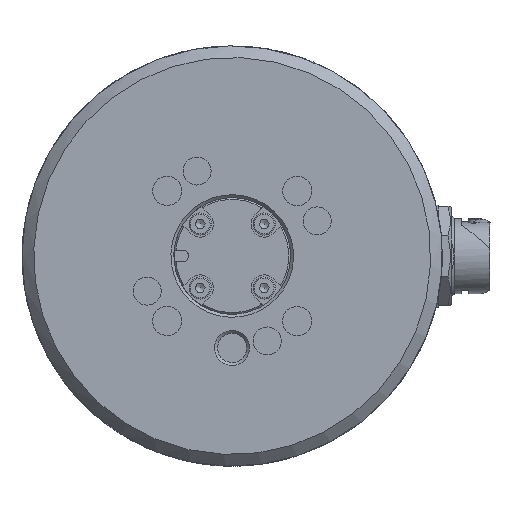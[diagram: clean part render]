
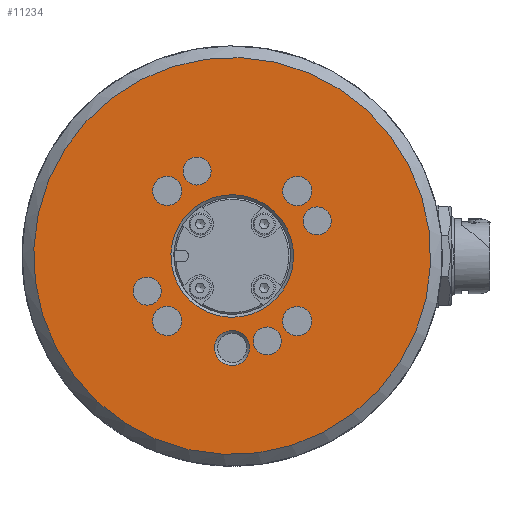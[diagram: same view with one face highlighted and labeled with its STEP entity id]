
A CAD part, front view. The second image highlights one B-rep face of the part: STEP entity #11234.
In plain terms, the highlighted face is planar.
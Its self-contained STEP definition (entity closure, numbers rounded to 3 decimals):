
#2687=PLANE('',#12356);
#2989=FACE_BOUND('',#4639,.T.);
#2990=FACE_BOUND('',#4640,.T.);
#2991=FACE_BOUND('',#4641,.T.);
#2992=FACE_BOUND('',#4642,.T.);
#2993=FACE_BOUND('',#4643,.T.);
#2994=FACE_BOUND('',#4644,.T.);
#2995=FACE_BOUND('',#4645,.T.);
#2996=FACE_BOUND('',#4646,.T.);
#2997=FACE_BOUND('',#4647,.T.);
#2998=FACE_BOUND('',#4648,.T.);
#3671=FACE_OUTER_BOUND('',#4638,.T.);
#4638=EDGE_LOOP('',(#10197));
#4639=EDGE_LOOP('',(#10198));
#4640=EDGE_LOOP('',(#10199));
#4641=EDGE_LOOP('',(#10200));
#4642=EDGE_LOOP('',(#10201));
#4643=EDGE_LOOP('',(#10202));
#4644=EDGE_LOOP('',(#10203));
#4645=EDGE_LOOP('',(#10204));
#4646=EDGE_LOOP('',(#10205));
#4647=EDGE_LOOP('',(#10206));
#4648=EDGE_LOOP('',(#10207));
#5118=CIRCLE('',#12357,34.);
#5119=CIRCLE('',#12358,2.4);
#5120=CIRCLE('',#12359,2.4);
#5121=CIRCLE('',#12360,2.4);
#5122=CIRCLE('',#12361,2.4);
#5123=CIRCLE('',#12362,10.5);
#5124=CIRCLE('',#12363,2.5);
#5125=CIRCLE('',#12364,2.5);
#5126=CIRCLE('',#12365,2.5);
#5127=CIRCLE('',#12366,2.5);
#5128=CIRCLE('',#12367,3.);
#6110=VERTEX_POINT('',#22953);
#6111=VERTEX_POINT('',#22955);
#6112=VERTEX_POINT('',#22957);
#6113=VERTEX_POINT('',#22959);
#6114=VERTEX_POINT('',#22961);
#6115=VERTEX_POINT('',#22963);
#6116=VERTEX_POINT('',#22965);
#6117=VERTEX_POINT('',#22967);
#6118=VERTEX_POINT('',#22969);
#6119=VERTEX_POINT('',#22971);
#6120=VERTEX_POINT('',#22973);
#7503=EDGE_CURVE('',#6110,#6110,#5118,.T.);
#7504=EDGE_CURVE('',#6111,#6111,#5119,.T.);
#7505=EDGE_CURVE('',#6112,#6112,#5120,.T.);
#7506=EDGE_CURVE('',#6113,#6113,#5121,.T.);
#7507=EDGE_CURVE('',#6114,#6114,#5122,.T.);
#7508=EDGE_CURVE('',#6115,#6115,#5123,.T.);
#7509=EDGE_CURVE('',#6116,#6116,#5124,.T.);
#7510=EDGE_CURVE('',#6117,#6117,#5125,.T.);
#7511=EDGE_CURVE('',#6118,#6118,#5126,.T.);
#7512=EDGE_CURVE('',#6119,#6119,#5127,.T.);
#7513=EDGE_CURVE('',#6120,#6120,#5128,.T.);
#10197=ORIENTED_EDGE('',*,*,#7503,.F.);
#10198=ORIENTED_EDGE('',*,*,#7504,.F.);
#10199=ORIENTED_EDGE('',*,*,#7505,.F.);
#10200=ORIENTED_EDGE('',*,*,#7506,.F.);
#10201=ORIENTED_EDGE('',*,*,#7507,.F.);
#10202=ORIENTED_EDGE('',*,*,#7508,.T.);
#10203=ORIENTED_EDGE('',*,*,#7509,.F.);
#10204=ORIENTED_EDGE('',*,*,#7510,.F.);
#10205=ORIENTED_EDGE('',*,*,#7511,.F.);
#10206=ORIENTED_EDGE('',*,*,#7512,.F.);
#10207=ORIENTED_EDGE('',*,*,#7513,.T.);
#11234=ADVANCED_FACE('',(#3671,#2989,#2990,#2991,#2992,#2993,#2994,#2995,
#2996,#2997,#2998),#2687,.T.);
#12356=AXIS2_PLACEMENT_3D('',#22952,#15026,#15027);
#12357=AXIS2_PLACEMENT_3D('',#22954,#15028,#15029);
#12358=AXIS2_PLACEMENT_3D('',#22956,#15030,#15031);
#12359=AXIS2_PLACEMENT_3D('',#22958,#15032,#15033);
#12360=AXIS2_PLACEMENT_3D('',#22960,#15034,#15035);
#12361=AXIS2_PLACEMENT_3D('',#22962,#15036,#15037);
#12362=AXIS2_PLACEMENT_3D('',#22964,#15038,#15039);
#12363=AXIS2_PLACEMENT_3D('',#22966,#15040,#15041);
#12364=AXIS2_PLACEMENT_3D('',#22968,#15042,#15043);
#12365=AXIS2_PLACEMENT_3D('',#22970,#15044,#15045);
#12366=AXIS2_PLACEMENT_3D('',#22972,#15046,#15047);
#12367=AXIS2_PLACEMENT_3D('',#22974,#15048,#15049);
#15026=DIRECTION('center_axis',(0.,1.,0.));
#15027=DIRECTION('ref_axis',(-1.,0.,0.));
#15028=DIRECTION('center_axis',(0.,-1.,0.));
#15029=DIRECTION('ref_axis',(1.,0.,0.));
#15030=DIRECTION('center_axis',(0.,1.,0.));
#15031=DIRECTION('ref_axis',(-1.,0.,0.));
#15032=DIRECTION('center_axis',(0.,1.,0.));
#15033=DIRECTION('ref_axis',(-1.,0.,0.));
#15034=DIRECTION('center_axis',(0.,1.,0.));
#15035=DIRECTION('ref_axis',(-1.,0.,0.));
#15036=DIRECTION('center_axis',(0.,1.,0.));
#15037=DIRECTION('ref_axis',(-1.,0.,0.));
#15038=DIRECTION('center_axis',(0.,-1.,0.));
#15039=DIRECTION('ref_axis',(-1.,0.,0.));
#15040=DIRECTION('center_axis',(0.,1.,0.));
#15041=DIRECTION('ref_axis',(-0.383,0.,-0.924));
#15042=DIRECTION('center_axis',(0.,1.,0.));
#15043=DIRECTION('ref_axis',(-0.383,0.,-0.924));
#15044=DIRECTION('center_axis',(0.,1.,0.));
#15045=DIRECTION('ref_axis',(-0.383,0.,-0.924));
#15046=DIRECTION('center_axis',(0.,1.,0.));
#15047=DIRECTION('ref_axis',(-0.383,0.,-0.924));
#15048=DIRECTION('center_axis',(0.,-1.,0.));
#15049=DIRECTION('ref_axis',(-0.924,0.,0.383));
#22952=CARTESIAN_POINT('Origin',(-12.445,34.884,0.));
#22953=CARTESIAN_POINT('',(21.555,34.884,0.));
#22954=CARTESIAN_POINT('Origin',(-12.445,34.884,0.));
#22955=CARTESIAN_POINT('',(-21.182,34.884,11.137));
#22956=CARTESIAN_POINT('Origin',(-23.582,34.884,11.137));
#22957=CARTESIAN_POINT('',(-21.182,34.884,-11.137));
#22958=CARTESIAN_POINT('Origin',(-23.582,34.884,-11.137));
#22959=CARTESIAN_POINT('',(1.091,34.884,-11.137));
#22960=CARTESIAN_POINT('Origin',(-1.309,34.884,-11.137));
#22961=CARTESIAN_POINT('',(1.091,34.884,11.137));
#22962=CARTESIAN_POINT('Origin',(-1.309,34.884,11.137));
#22963=CARTESIAN_POINT('',(-1.945,34.884,0.));
#22964=CARTESIAN_POINT('Origin',(-12.445,34.884,0.));
#22965=CARTESIAN_POINT('',(1.149,34.884,3.718));
#22966=CARTESIAN_POINT('Origin',(2.106,34.884,6.027));
#22967=CARTESIAN_POINT('',(-7.375,34.884,-16.861));
#22968=CARTESIAN_POINT('Origin',(-6.418,34.884,-14.551));
#22969=CARTESIAN_POINT('',(-27.953,34.884,-8.337));
#22970=CARTESIAN_POINT('Origin',(-26.997,34.884,-6.027));
#22971=CARTESIAN_POINT('',(-19.429,34.884,12.241));
#22972=CARTESIAN_POINT('Origin',(-18.473,34.884,14.551));
#22973=CARTESIAN_POINT('',(-3.647,34.884,13.403));
#22974=CARTESIAN_POINT('Origin',(-6.418,34.884,14.551));
